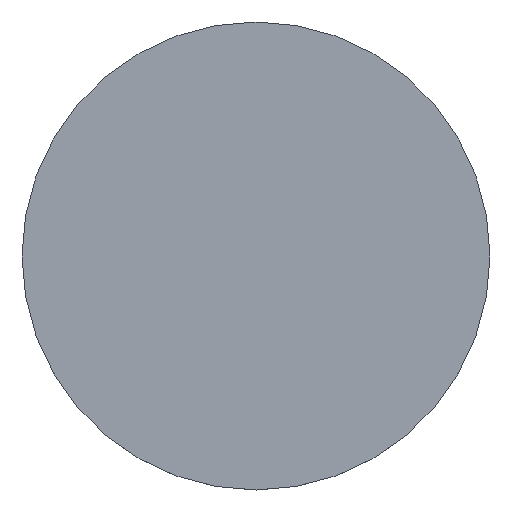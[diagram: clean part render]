
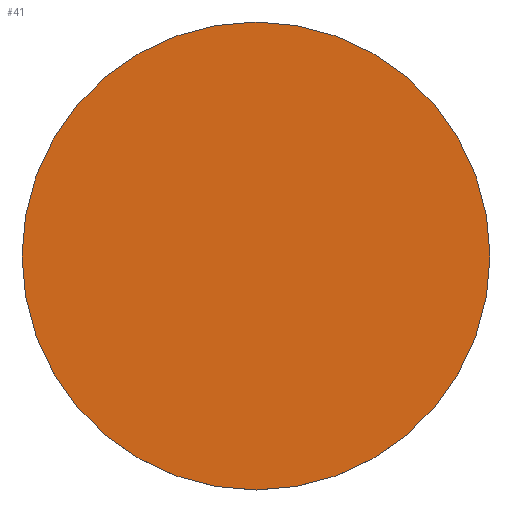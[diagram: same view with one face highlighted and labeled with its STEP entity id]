
A CAD part, top view. The second image highlights one B-rep face of the part: STEP entity #41.
In plain terms, the highlighted planar face has unit normal (0, 0, 1).
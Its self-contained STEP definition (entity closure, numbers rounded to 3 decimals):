
#16=PLANE('',#69);
#19=FACE_OUTER_BOUND('',#22,.T.);
#22=EDGE_LOOP('',(#37));
#25=CIRCLE('',#66,51.);
#27=VERTEX_POINT('',#85);
#29=EDGE_CURVE('',#27,#27,#25,.T.);
#37=ORIENTED_EDGE('',*,*,#29,.T.);
#41=ADVANCED_FACE('',(#19),#16,.T.);
#66=AXIS2_PLACEMENT_3D('',#86,#74,#75);
#69=AXIS2_PLACEMENT_3D('',#91,#81,#82);
#74=DIRECTION('center_axis',(0.,0.,1.));
#75=DIRECTION('ref_axis',(-1.,0.,0.));
#81=DIRECTION('center_axis',(0.,0.,1.));
#82=DIRECTION('ref_axis',(1.,0.,0.));
#85=CARTESIAN_POINT('',(51.,0.,3.));
#86=CARTESIAN_POINT('Origin',(0.,0.,3.));
#91=CARTESIAN_POINT('Origin',(0.,0.,
3.));
